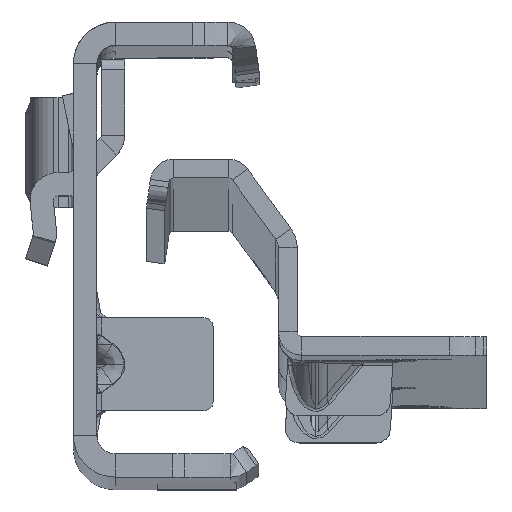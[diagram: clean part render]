
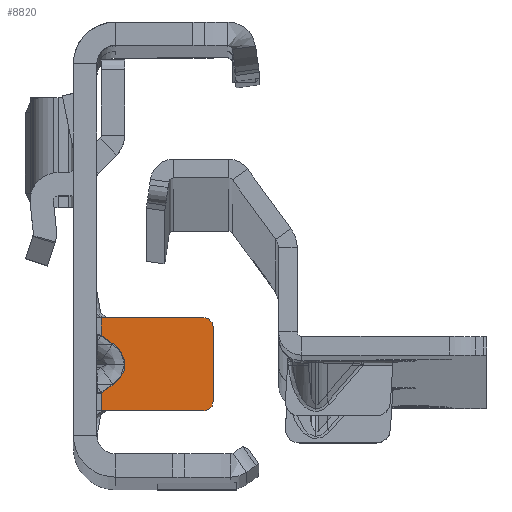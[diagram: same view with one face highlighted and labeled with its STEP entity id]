
A CAD part, top view. The second image highlights one B-rep face of the part: STEP entity #8820.
In plain terms, the highlighted planar face has unit normal (0, 0, 1).
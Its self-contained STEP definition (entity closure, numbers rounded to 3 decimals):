
#1 = CARTESIAN_POINT ( 'NONE',  ( 1.757, -12.792, -741.5 ) ) ;
#61 = CARTESIAN_POINT ( 'NONE',  ( 11.5, -6.6, -741.5 ) ) ;
#79 = VERTEX_POINT ( 'NONE', #12940 ) ;
#302 = CARTESIAN_POINT ( 'NONE',  ( 0.5, -15.6, -741.5 ) ) ;
#478 = VERTEX_POINT ( 'NONE', #4085 ) ;
#529 = VECTOR ( 'NONE', #9872, 1000. ) ;
#1029 = EDGE_CURVE ( 'NONE', #12884, #15581, #8960, .T. ) ;
#1221 = CARTESIAN_POINT ( 'NONE',  ( 0.5, 22.3, -741.5 ) ) ;
#1792 = DIRECTION ( 'NONE',  ( -1., 0., 0. ) ) ;
#1956 = LINE ( 'NONE', #13861, #5901 ) ;
#2597 = AXIS2_PLACEMENT_3D ( 'NONE', #15558, #18257, #8341 ) ;
#3418 = ORIENTED_EDGE ( 'NONE', *, *, #5831, .T. ) ;
#3522 = LINE ( 'NONE', #14968, #7500 ) ;
#4043 = CIRCLE ( 'NONE', #5308, 1. ) ;
#4085 = CARTESIAN_POINT ( 'NONE',  ( 0.5, -5.6, -741.5 ) ) ;
#4206 = VECTOR ( 'NONE', #10863, 1000. ) ;
#4306 = EDGE_CURVE ( 'NONE', #4694, #12884, #15293, .T. ) ;
#4313 = DIRECTION ( 'NONE',  ( 0., 1., 0. ) ) ;
#4345 = CIRCLE ( 'NONE', #15087, 1. ) ;
#4694 = VERTEX_POINT ( 'NONE', #18985 ) ;
#4842 = EDGE_CURVE ( 'NONE', #7669, #5500, #9811, .T. ) ;
#4962 = VECTOR ( 'NONE', #6534, 1000. ) ;
#5120 = CARTESIAN_POINT ( 'NONE',  ( -1.826, -15.6, -741.5 ) ) ;
#5308 = AXIS2_PLACEMENT_3D ( 'NONE', #11756, #16371, #11943 ) ;
#5309 = DIRECTION ( 'NONE',  ( 1., 0., 0. ) ) ;
#5354 = ORIENTED_EDGE ( 'NONE', *, *, #5929, .T. ) ;
#5500 = VERTEX_POINT ( 'NONE', #9380 ) ;
#5692 = CARTESIAN_POINT ( 'NONE',  ( 0.5, -7.519, -741.5 ) ) ;
#5792 = ORIENTED_EDGE ( 'NONE', *, *, #17467, .F. ) ;
#5806 = EDGE_CURVE ( 'NONE', #14777, #10378, #4043, .T. ) ;
#5831 = EDGE_CURVE ( 'NONE', #5843, #14094, #4345, .T. ) ;
#5843 = VERTEX_POINT ( 'NONE', #8881 ) ;
#5852 = CARTESIAN_POINT ( 'NONE',  ( -1.826, -5.6, -741.5 ) ) ;
#5901 = VECTOR ( 'NONE', #10871, 1000. ) ;
#5929 = EDGE_CURVE ( 'NONE', #5500, #14777, #1956, .T. ) ;
#6410 = VECTOR ( 'NONE', #17452, 1000. ) ;
#6534 = DIRECTION ( 'NONE',  ( 0.816, 0.577, 0. ) ) ;
#7005 = CARTESIAN_POINT ( 'NONE',  ( 2.624, -12.179, -741.5 ) ) ;
#7361 = DIRECTION ( 'NONE',  ( 0., -1., 0. ) ) ;
#7500 = VECTOR ( 'NONE', #1792, 1000. ) ;
#7669 = VERTEX_POINT ( 'NONE', #302 ) ;
#7708 = ORIENTED_EDGE ( 'NONE', *, *, #7983, .T. ) ;
#7983 = EDGE_CURVE ( 'NONE', #14094, #79, #3522, .T. ) ;
#8049 = PLANE ( 'NONE',  #2597 ) ;
#8106 = EDGE_CURVE ( 'NONE', #7669, #4694, #18626, .T. ) ;
#8341 = DIRECTION ( 'NONE',  ( 0., 1., 0. ) ) ;
#8382 = VERTEX_POINT ( 'NONE', #5692 ) ;
#8417 = DIRECTION ( 'NONE',  ( 0., 1., 0. ) ) ;
#8616 = ORIENTED_EDGE ( 'NONE', *, *, #1029, .F. ) ;
#8680 = VECTOR ( 'NONE', #5309, 1000. ) ;
#8715 = CARTESIAN_POINT ( 'NONE',  ( 1.757, -8.408, -741.5 ) ) ;
#8820 = ADVANCED_FACE ( 'NONE', ( #9582 ), #8049, .F. ) ;
#8881 = CARTESIAN_POINT ( 'NONE',  ( 12.5, -6.6, -741.5 ) ) ;
#8960 =( BOUNDED_CURVE ( )  B_SPLINE_CURVE ( 3, ( #1, #10244, #18924, #8715 ),
 .UNSPECIFIED., .F., .F. ) 
 B_SPLINE_CURVE_WITH_KNOTS ( ( 4, 4 ),
 ( 2.356, 3.927 ),
 .UNSPECIFIED. ) 
 CURVE ( )  GEOMETRIC_REPRESENTATION_ITEM ( )  RATIONAL_B_SPLINE_CURVE ( ( 1., 0.805, 0.805, 1. ) ) 
 REPRESENTATION_ITEM ( '' )  );
#8965 = LINE ( 'NONE', #14825, #6410 ) ;
#9380 = CARTESIAN_POINT ( 'NONE',  ( 0.708, -15.6, -741.5 ) ) ;
#9582 = FACE_OUTER_BOUND ( 'NONE', #18473, .T. ) ;
#9811 = LINE ( 'NONE', #5120, #8680 ) ;
#9872 = DIRECTION ( 'NONE',  ( -1., 0., 0. ) ) ;
#10191 = ORIENTED_EDGE ( 'NONE', *, *, #14120, .F. ) ;
#10244 = CARTESIAN_POINT ( 'NONE',  ( 3.573, -11.508, -741.5 ) ) ;
#10378 = VERTEX_POINT ( 'NONE', #13575 ) ;
#10484 = DIRECTION ( 'NONE',  ( 0., 0., 1. ) ) ;
#10814 = ORIENTED_EDGE ( 'NONE', *, *, #4306, .F. ) ;
#10817 = ORIENTED_EDGE ( 'NONE', *, *, #18545, .T. ) ;
#10863 = DIRECTION ( 'NONE',  ( 0., 1., 0. ) ) ;
#10871 = DIRECTION ( 'NONE',  ( 1., 0., 0. ) ) ;
#10900 = VECTOR ( 'NONE', #4313, 1000. ) ;
#11756 = CARTESIAN_POINT ( 'NONE',  ( 11.5, -14.6, -741.5 ) ) ;
#11943 = DIRECTION ( 'NONE',  ( 0., 1., 0. ) ) ;
#12202 = EDGE_CURVE ( 'NONE', #10378, #5843, #15214, .T. ) ;
#12738 = CARTESIAN_POINT ( 'NONE',  ( 1.757, -8.408, -741.5 ) ) ;
#12884 = VERTEX_POINT ( 'NONE', #17254 ) ;
#12940 = CARTESIAN_POINT ( 'NONE',  ( 0.708, -5.6, -741.5 ) ) ;
#13048 = CARTESIAN_POINT ( 'NONE',  ( 0.5, 22.3, -741.5 ) ) ;
#13267 = ORIENTED_EDGE ( 'NONE', *, *, #4842, .T. ) ;
#13347 = ORIENTED_EDGE ( 'NONE', *, *, #8106, .F. ) ;
#13562 = CARTESIAN_POINT ( 'NONE',  ( 12.5, -6.6, -741.5 ) ) ;
#13575 = CARTESIAN_POINT ( 'NONE',  ( 12.5, -14.6, -741.5 ) ) ;
#13861 = CARTESIAN_POINT ( 'NONE',  ( -1.826, -15.6, -741.5 ) ) ;
#14094 = VERTEX_POINT ( 'NONE', #14743 ) ;
#14120 = EDGE_CURVE ( 'NONE', #15581, #8382, #8965, .T. ) ;
#14405 = LINE ( 'NONE', #13048, #10900 ) ;
#14585 = LINE ( 'NONE', #5852, #529 ) ;
#14743 = CARTESIAN_POINT ( 'NONE',  ( 11.5, -5.6, -741.5 ) ) ;
#14777 = VERTEX_POINT ( 'NONE', #18161 ) ;
#14825 = CARTESIAN_POINT ( 'NONE',  ( 1.367, -8.131, -741.5 ) ) ;
#14968 = CARTESIAN_POINT ( 'NONE',  ( -1.826, -5.6, -741.5 ) ) ;
#15087 = AXIS2_PLACEMENT_3D ( 'NONE', #61, #10484, #7361 ) ;
#15214 = LINE ( 'NONE', #13562, #4206 ) ;
#15293 = LINE ( 'NONE', #7005, #4962 ) ;
#15558 = CARTESIAN_POINT ( 'NONE',  ( -37.326, 22.3, -741.5 ) ) ;
#15581 = VERTEX_POINT ( 'NONE', #12738 ) ;
#16100 = VECTOR ( 'NONE', #8417, 1000. ) ;
#16328 = ORIENTED_EDGE ( 'NONE', *, *, #5806, .T. ) ;
#16371 = DIRECTION ( 'NONE',  ( 0., 0., 1. ) ) ;
#17186 = ORIENTED_EDGE ( 'NONE', *, *, #12202, .T. ) ;
#17254 = CARTESIAN_POINT ( 'NONE',  ( 1.757, -12.792, -741.5 ) ) ;
#17452 = DIRECTION ( 'NONE',  ( -0.816, 0.577, 0. ) ) ;
#17467 = EDGE_CURVE ( 'NONE', #8382, #478, #14405, .T. ) ;
#18161 = CARTESIAN_POINT ( 'NONE',  ( 11.5, -15.6, -741.5 ) ) ;
#18257 = DIRECTION ( 'NONE',  ( 0., 0., -1. ) ) ;
#18473 = EDGE_LOOP ( 'NONE', ( #10191, #8616, #10814, #13347, #13267, #5354, #16328, #17186, #3418, #7708, #10817, #5792 ) ) ;
#18545 = EDGE_CURVE ( 'NONE', #79, #478, #14585, .T. ) ;
#18626 = LINE ( 'NONE', #1221, #16100 ) ;
#18924 = CARTESIAN_POINT ( 'NONE',  ( 3.573, -9.692, -741.5 ) ) ;
#18985 = CARTESIAN_POINT ( 'NONE',  ( 0.5, -13.681, -741.5 ) ) ;
